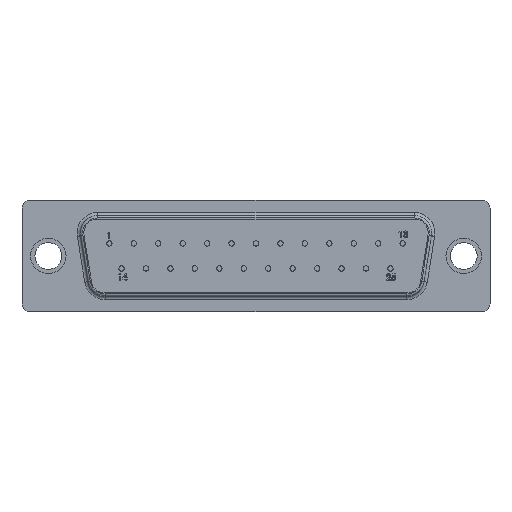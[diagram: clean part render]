
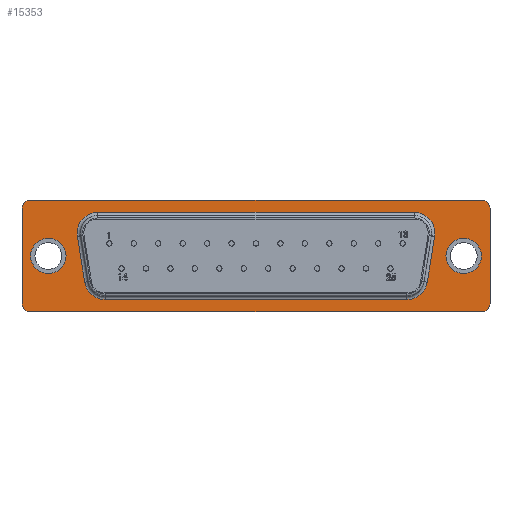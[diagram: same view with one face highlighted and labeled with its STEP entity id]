
A CAD part, top view. The second image highlights one B-rep face of the part: STEP entity #15353.
In plain terms, the highlighted planar face has unit normal (0, 0, 1).
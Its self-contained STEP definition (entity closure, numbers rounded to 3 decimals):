
#6499=CARTESIAN_POINT('',(-21.52,0.,5.676));
#6500=VERTEX_POINT('',#6499);
#6509=CARTESIAN_POINT('',(-25.52,0.,5.676));
#6510=VERTEX_POINT('',#6509);
#6511=CARTESIAN_POINT('',(-23.52,0.,5.676));
#6512=DIRECTION('',(0.0,0.0,-1.0));
#6513=DIRECTION('',(1.0,0.0,0.0));
#6514=AXIS2_PLACEMENT_3D('',#6511,#6512,#6513);
#6515=CIRCLE('',#6514,2.0);
#6516=EDGE_CURVE('',#6510,#6500,#6515,.T.);
#6541=CARTESIAN_POINT('',(25.52,0.,5.676));
#6542=VERTEX_POINT('',#6541);
#6551=CARTESIAN_POINT('',(21.52,0.,5.676));
#6552=VERTEX_POINT('',#6551);
#6553=CARTESIAN_POINT('',(23.52,0.,5.676));
#6554=DIRECTION('',(0.0,0.0,-1.0));
#6555=DIRECTION('',(1.0,0.0,0.0));
#6556=AXIS2_PLACEMENT_3D('',#6553,#6554,#6555);
#6557=CIRCLE('',#6556,2.0);
#6558=EDGE_CURVE('',#6552,#6542,#6557,.T.);
#6592=CARTESIAN_POINT('',(23.52,0.,5.676));
#6593=DIRECTION('',(0.0,0.0,-1.0));
#6594=DIRECTION('',(1.0,0.0,0.0));
#6595=AXIS2_PLACEMENT_3D('',#6592,#6593,#6594);
#6596=CIRCLE('',#6595,2.0);
#6597=EDGE_CURVE('',#6542,#6552,#6596,.T.);
#6616=CARTESIAN_POINT('',(-23.52,0.,5.676));
#6617=DIRECTION('',(0.0,0.0,-1.0));
#6618=DIRECTION('',(1.0,0.0,0.0));
#6619=AXIS2_PLACEMENT_3D('',#6616,#6617,#6618);
#6620=CIRCLE('',#6619,2.0);
#6621=EDGE_CURVE('',#6500,#6510,#6620,.T.);
#6798=CARTESIAN_POINT('',(20.234,2.232,5.676));
#6799=VERTEX_POINT('',#6798);
#6807=CARTESIAN_POINT('',(17.927,4.94,5.676));
#6808=VERTEX_POINT('',#6807);
#6809=CARTESIAN_POINT('',(17.927,2.604,5.676));
#6810=DIRECTION('',(0.0,0.0,-1.0));
#6811=DIRECTION('',(1.0,0.0,0.0));
#6812=AXIS2_PLACEMENT_3D('',#6809,#6810,#6811);
#6813=CIRCLE('',#6812,2.337);
#6814=EDGE_CURVE('',#6808,#6799,#6813,.T.);
#8165=CARTESIAN_POINT('',(-26.505,5.41,5.676));
#8166=VERTEX_POINT('',#8165);
#8167=CARTESIAN_POINT('',(-26.505,-5.41,5.676));
#8168=VERTEX_POINT('',#8167);
#8169=CARTESIAN_POINT('',(-26.505,5.41,5.676));
#8170=DIRECTION('',(0.0,-1.0,0.0));
#8171=VECTOR('',#8170,10.82);
#8172=LINE('',#8169,#8171);
#8173=EDGE_CURVE('',#8166,#8168,#8172,.T.);
#8215=CARTESIAN_POINT('',(-25.616,6.299,5.676));
#8216=VERTEX_POINT('',#8215);
#8223=CARTESIAN_POINT('',(25.615,6.299,5.676));
#8224=VERTEX_POINT('',#8223);
#8225=CARTESIAN_POINT('',(25.615,6.299,5.676));
#8226=DIRECTION('',(-1.0,0.0,0.0));
#8227=VECTOR('',#8226,51.232);
#8228=LINE('',#8225,#8227);
#8229=EDGE_CURVE('',#8224,#8216,#8228,.T.);
#8245=CARTESIAN_POINT('',(26.504,-5.41,5.676));
#8246=VERTEX_POINT('',#8245);
#8247=CARTESIAN_POINT('',(26.504,5.41,5.676));
#8248=VERTEX_POINT('',#8247);
#8249=CARTESIAN_POINT('',(26.504,-5.41,5.676));
#8250=DIRECTION('',(0.0,1.0,0.0));
#8251=VECTOR('',#8250,10.82);
#8252=LINE('',#8249,#8251);
#8253=EDGE_CURVE('',#8246,#8248,#8252,.T.);
#8285=CARTESIAN_POINT('',(-25.616,-6.299,5.676));
#8286=VERTEX_POINT('',#8285);
#8287=CARTESIAN_POINT('',(25.615,-6.299,5.676));
#8288=VERTEX_POINT('',#8287);
#8289=CARTESIAN_POINT('',(-25.616,-6.299,5.676));
#8290=DIRECTION('',(1.0,0.0,0.0));
#8291=VECTOR('',#8290,51.232);
#8292=LINE('',#8289,#8291);
#8293=EDGE_CURVE('',#8286,#8288,#8292,.T.);
#8333=CARTESIAN_POINT('',(-25.616,5.41,5.676));
#8334=DIRECTION('',(0.0,0.0,1.0));
#8335=DIRECTION('',(1.0,0.0,0.0));
#8336=AXIS2_PLACEMENT_3D('',#8333,#8334,#8335);
#8337=CIRCLE('',#8336,0.889);
#8338=EDGE_CURVE('',#8216,#8166,#8337,.T.);
#8357=CARTESIAN_POINT('',(-25.616,-5.41,5.676));
#8358=DIRECTION('',(0.0,0.0,1.0));
#8359=DIRECTION('',(1.0,0.0,0.0));
#8360=AXIS2_PLACEMENT_3D('',#8357,#8358,#8359);
#8361=CIRCLE('',#8360,0.889);
#8362=EDGE_CURVE('',#8168,#8286,#8361,.T.);
#8381=CARTESIAN_POINT('',(25.615,-5.41,5.676));
#8382=DIRECTION('',(0.0,0.0,1.0));
#8383=DIRECTION('',(1.0,0.0,0.0));
#8384=AXIS2_PLACEMENT_3D('',#8381,#8382,#8383);
#8385=CIRCLE('',#8384,0.889);
#8386=EDGE_CURVE('',#8288,#8246,#8385,.T.);
#8405=CARTESIAN_POINT('',(25.615,5.41,5.676));
#8406=DIRECTION('',(0.0,0.0,1.0));
#8407=DIRECTION('',(1.0,0.0,0.0));
#8408=AXIS2_PLACEMENT_3D('',#8405,#8406,#8407);
#8409=CIRCLE('',#8408,0.889);
#8410=EDGE_CURVE('',#8248,#8224,#8409,.T.);
#9529=CARTESIAN_POINT('',(-20.235,2.232,5.676));
#9530=VERTEX_POINT('',#9529);
#9538=CARTESIAN_POINT('',(-19.396,-2.975,5.676));
#9539=VERTEX_POINT('',#9538);
#9540=CARTESIAN_POINT('',(-19.396,-2.975,5.676));
#9541=DIRECTION('',(-0.159,0.987,0.0));
#9542=VECTOR('',#9541,5.274);
#9543=LINE('',#9540,#9542);
#9544=EDGE_CURVE('',#9539,#9530,#9543,.T.);
#9563=CARTESIAN_POINT('',(-17.089,-4.94,5.676));
#9564=VERTEX_POINT('',#9563);
#9565=CARTESIAN_POINT('',(-17.089,-2.603,5.676));
#9566=DIRECTION('',(0.0,0.0,-1.0));
#9567=DIRECTION('',(1.0,0.0,0.0));
#9568=AXIS2_PLACEMENT_3D('',#9565,#9566,#9567);
#9569=CIRCLE('',#9568,2.337);
#9570=EDGE_CURVE('',#9564,#9539,#9569,.T.);
#9590=CARTESIAN_POINT('',(-17.928,4.94,5.676));
#9591=VERTEX_POINT('',#9590);
#9599=CARTESIAN_POINT('',(-17.928,2.604,5.676));
#9600=DIRECTION('',(0.0,0.0,-1.0));
#9601=DIRECTION('',(1.0,0.0,0.0));
#9602=AXIS2_PLACEMENT_3D('',#9599,#9600,#9601);
#9603=CIRCLE('',#9602,2.337);
#9604=EDGE_CURVE('',#9530,#9591,#9603,.T.);
#9615=CARTESIAN_POINT('',(17.088,-4.94,5.676));
#9616=VERTEX_POINT('',#9615);
#9617=CARTESIAN_POINT('',(17.088,-4.94,5.676));
#9618=DIRECTION('',(-1.0,0.0,0.0));
#9619=VECTOR('',#9618,34.178);
#9620=LINE('',#9617,#9619);
#9621=EDGE_CURVE('',#9616,#9564,#9620,.T.);
#9642=CARTESIAN_POINT('',(-17.928,4.94,5.676));
#9643=DIRECTION('',(1.0,0.0,0.0));
#9644=VECTOR('',#9643,35.854);
#9645=LINE('',#9642,#9644);
#9646=EDGE_CURVE('',#9591,#6808,#9645,.T.);
#9657=CARTESIAN_POINT('',(19.395,-2.975,5.676));
#9658=VERTEX_POINT('',#9657);
#9659=CARTESIAN_POINT('',(17.088,-2.603,5.676));
#9660=DIRECTION('',(0.0,0.0,-1.0));
#9661=DIRECTION('',(1.0,0.0,0.0));
#9662=AXIS2_PLACEMENT_3D('',#9659,#9660,#9661);
#9663=CIRCLE('',#9662,2.337);
#9664=EDGE_CURVE('',#9658,#9616,#9663,.T.);
#9683=CARTESIAN_POINT('',(20.234,2.232,5.676));
#9684=DIRECTION('',(-0.159,-0.987,0.0));
#9685=VECTOR('',#9684,5.274);
#9686=LINE('',#9683,#9685);
#9687=EDGE_CURVE('',#6799,#9658,#9686,.T.);
#15320=CARTESIAN_POINT('',(-23.52,0.0,5.676));
#15321=DIRECTION('',(0.0,0.0,1.0));
#15322=DIRECTION('',(1.0,0.0,0.0));
#15323=AXIS2_PLACEMENT_3D('',#15320,#15321,#15322);
#15324=PLANE('',#15323);
#15325=ORIENTED_EDGE('',*,*,#8229,.T.);
#15326=ORIENTED_EDGE('',*,*,#8338,.T.);
#15327=ORIENTED_EDGE('',*,*,#8173,.T.);
#15328=ORIENTED_EDGE('',*,*,#8362,.T.);
#15329=ORIENTED_EDGE('',*,*,#8293,.T.);
#15330=ORIENTED_EDGE('',*,*,#8386,.T.);
#15331=ORIENTED_EDGE('',*,*,#8253,.T.);
#15332=ORIENTED_EDGE('',*,*,#8410,.T.);
#15333=EDGE_LOOP('',(#15325,#15326,#15327,#15328,#15329,#15330,#15331,#15332));
#15334=FACE_OUTER_BOUND('',#15333,.T.);
#15335=ORIENTED_EDGE('',*,*,#6558,.T.);
#15336=ORIENTED_EDGE('',*,*,#6597,.T.);
#15337=EDGE_LOOP('',(#15335,#15336));
#15338=FACE_BOUND('',#15337,.T.);
#15339=ORIENTED_EDGE('',*,*,#6516,.T.);
#15340=ORIENTED_EDGE('',*,*,#6621,.T.);
#15341=EDGE_LOOP('',(#15339,#15340));
#15342=FACE_BOUND('',#15341,.T.);
#15343=ORIENTED_EDGE('',*,*,#6814,.T.);
#15344=ORIENTED_EDGE('',*,*,#9687,.T.);
#15345=ORIENTED_EDGE('',*,*,#9664,.T.);
#15346=ORIENTED_EDGE('',*,*,#9621,.T.);
#15347=ORIENTED_EDGE('',*,*,#9570,.T.);
#15348=ORIENTED_EDGE('',*,*,#9544,.T.);
#15349=ORIENTED_EDGE('',*,*,#9604,.T.);
#15350=ORIENTED_EDGE('',*,*,#9646,.T.);
#15351=EDGE_LOOP('',(#15343,#15344,#15345,#15346,#15347,#15348,#15349,#15350));
#15352=FACE_BOUND('',#15351,.T.);
#15353=ADVANCED_FACE('',(#15334,#15338,#15342,#15352),#15324,.T.);
